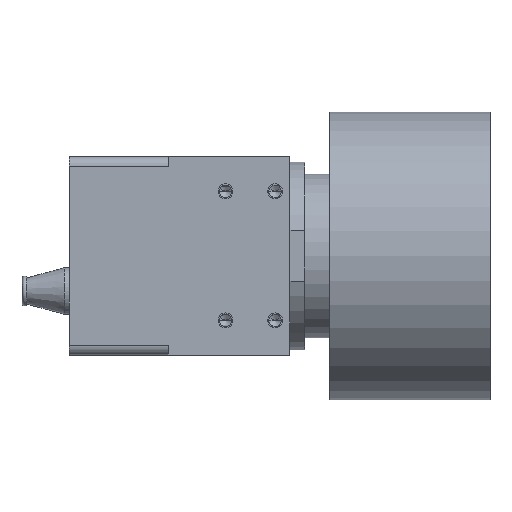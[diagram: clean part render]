
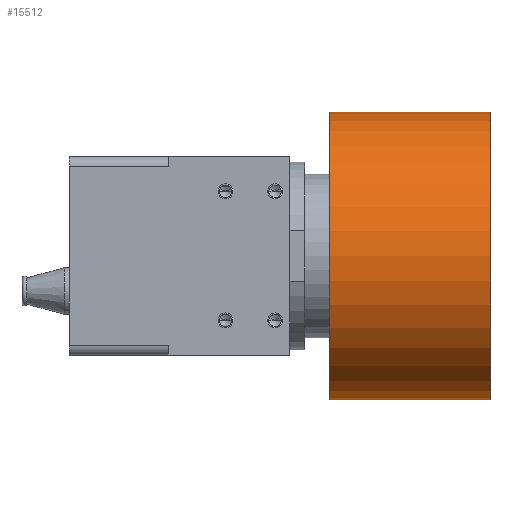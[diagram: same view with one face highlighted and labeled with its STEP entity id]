
A CAD part, top view. The second image highlights one B-rep face of the part: STEP entity #15512.
In plain terms, the highlighted cylindrical face has radius 29 mm (diameter 58 mm), a partial arc.
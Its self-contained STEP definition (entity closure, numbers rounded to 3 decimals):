
#4882=CARTESIAN_POINT('',(34.,0.,18.));
#4883=DIRECTION('',(-1.,0.,0.));
#4884=DIRECTION('',(0.,-1.,0.));
#4885=AXIS2_PLACEMENT_3D('',#4882,#4883,#4884);
#4897=DIRECTION('',(-1.,0.,0.));
#4898=VECTOR('',#4897,32.3);
#4899=CARTESIAN_POINT('',(66.3,-29.,18.));
#4900=LINE('',#4899,#4898);
#4901=DIRECTION('',(1.,0.,0.));
#4902=VECTOR('',#4901,32.3);
#4903=CARTESIAN_POINT('',(34.,29.,18.));
#4904=LINE('',#4903,#4902);
#4910=CARTESIAN_POINT('',(66.3,0.,18.));
#4911=DIRECTION('',(-1.,0.,0.));
#4912=DIRECTION('',(0.,-1.,0.));
#4913=AXIS2_PLACEMENT_3D('',#4910,#4911,#4912);
#9484=CARTESIAN_POINT('',(66.3,29.,18.));
#9485=CARTESIAN_POINT('',(66.3,-29.,18.));
#9486=VERTEX_POINT('',#9484);
#9487=VERTEX_POINT('',#9485);
#9512=CARTESIAN_POINT('',(34.,29.,18.));
#9513=CARTESIAN_POINT('',(34.,-29.,18.));
#9514=VERTEX_POINT('',#9512);
#9515=VERTEX_POINT('',#9513);
#15500=CARTESIAN_POINT('',(66.3,0.,18.));
#15501=DIRECTION('',(-1.,0.,0.));
#15502=DIRECTION('',(0.,1.,0.));
#15503=AXIS2_PLACEMENT_3D('',#15500,#15501,#15502);
#15504=CYLINDRICAL_SURFACE('',#15503,29.);
#15505=ORIENTED_EDGE('',*,*,#15493,.T.);
#15506=ORIENTED_EDGE('',*,*,#15476,.T.);
#15507=ORIENTED_EDGE('',*,*,#15490,.T.);
#15509=ORIENTED_EDGE('',*,*,#15508,.F.);
#15510=EDGE_LOOP('',(#15505,#15506,#15507,#15509));
#15511=FACE_OUTER_BOUND('',#15510,.F.);
#15512=ADVANCED_FACE('',(#15511),#15504,.T.);
#4886=CIRCLE('',#4885,29.);
#4914=CIRCLE('',#4913,29.);
#15476=EDGE_CURVE('',#9515,#9514,#4886,.T.);
#15490=EDGE_CURVE('',#9514,#9486,#4904,.T.);
#15493=EDGE_CURVE('',#9487,#9515,#4900,.T.);
#15508=EDGE_CURVE('',#9487,#9486,#4914,.T.);
